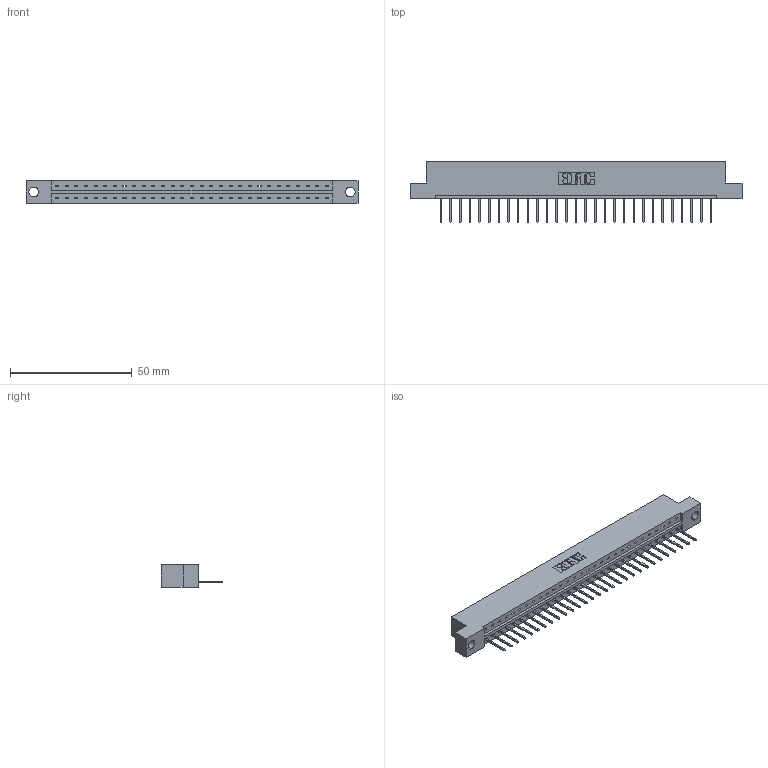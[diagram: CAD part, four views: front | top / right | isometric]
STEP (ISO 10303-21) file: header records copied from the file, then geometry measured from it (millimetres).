
FILE_DESCRIPTION (( 'STEP AP203' ), '1' );
FILE_NAME ('833-029-523-104.STEP', '2020-06-02T10:41:36', ( '' ), ( '' ), 'SwSTEP 2.0', 'SolidWorks 2020', '' );
FILE_SCHEMA (( 'CONFIG_CONTROL_DESIGN' ));
Length unit declared in the file: inch
Products named in the file (3): 833-029-523-104; 345-292-001_345-293-123; 833 Part_Flush - .156 Dia - TH
Assembly tree (30 placements, depth 2):
  833-029-523-104
    833 Part_Flush - .156 Dia - TH
    345-292-001_345-293-123  x29
Bounding box: 136.45 x 25.15 x 9.4 mm (x, y, z)
Volume: 13519.7 mm3; surface area: 14368.1 mm2
Topology: 30 solids, 30 shells, 1796 faces, 5415 edges, 3570 vertices
Faces by surface type: plane 1288, cylinder 508
Entity records: 19431 total; most frequent: CARTESIAN_POINT 3361, ORIENTED_EDGE 3326, DIRECTION 2861, EDGE_CURVE 1663, VECTOR 1535, LINE 1535, VERTEX_POINT 1106, AXIS2_PLACEMENT_3D 663
